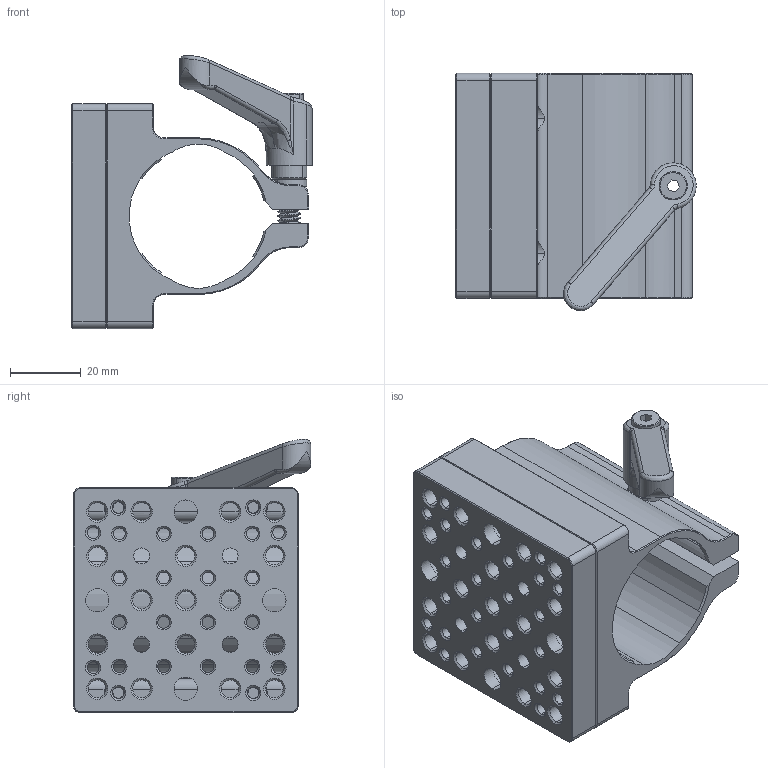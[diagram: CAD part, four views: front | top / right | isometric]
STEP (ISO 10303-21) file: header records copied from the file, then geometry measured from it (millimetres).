
FILE_DESCRIPTION (( 'STEP AP203' ), '1' );
FILE_NAME ('1.4.3.33-ZGZ-1.5-JK.STEP', '2023-09-19T09:02:16', ( '' ), ( '' ), 'SwSTEP 2.0', 'SolidWorks 2021', '' );
FILE_SCHEMA (( 'CONFIG_CONTROL_DESIGN' ));
Length unit declared in the file: millimetre
Products named in the file (1): 1.4.3.33-ZGZ-1.5-JK
Bounding box: 67.84 x 66.99 x 77.17 mm (x, y, z)
Surface area: 36198.4 mm2 (no closed solid volume)
Topology: 0 solids, 13 shells, 441 faces, 1142 edges, 705 vertices
Faces by surface type: cylinder 181, cone 136, plane 98, torus 14, bspline 12
Entity records: 16014 total; most frequent: CARTESIAN_POINT 5180, DIRECTION 2387, ORIENTED_EDGE 2087, EDGE_CURVE 1140, AXIS2_PLACEMENT_3D 931, VERTEX_POINT 705, VECTOR 525, LINE 525
